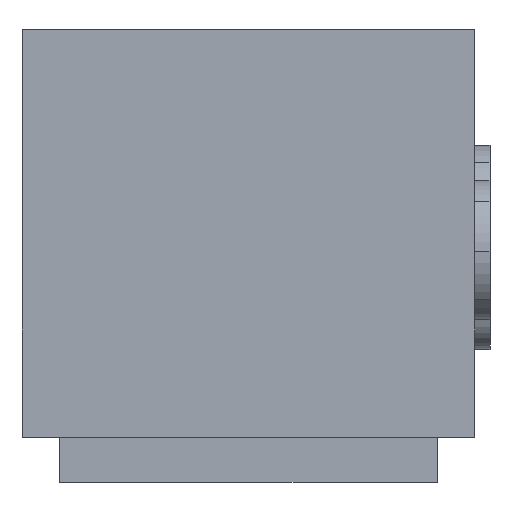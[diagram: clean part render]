
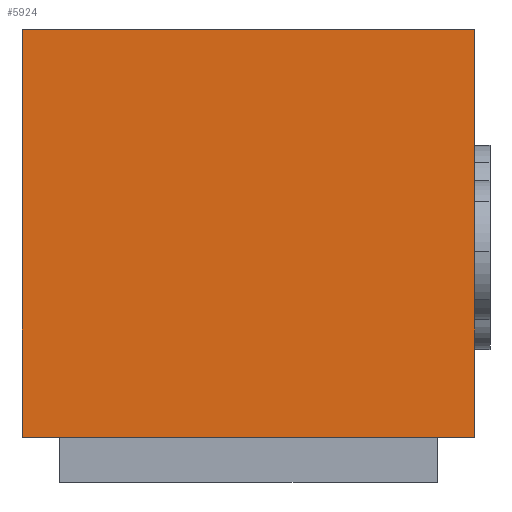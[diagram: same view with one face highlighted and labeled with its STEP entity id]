
A CAD part, left-side view. The second image highlights one B-rep face of the part: STEP entity #5924.
In plain terms, the highlighted planar face has unit normal (-1, 0, 0).
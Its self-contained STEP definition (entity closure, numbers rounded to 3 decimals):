
#114 = PLANE('',#115);
#115 = AXIS2_PLACEMENT_3D('',#116,#117,#118);
#116 = CARTESIAN_POINT('',(0.,0.005,0.3));
#117 = DIRECTION('',(0.,0.,1.));
#118 = DIRECTION('',(1.,0.,-0.));
#190 = PLANE('',#191);
#191 = AXIS2_PLACEMENT_3D('',#192,#193,#194);
#192 = CARTESIAN_POINT('',(-0.3,-0.145,
    0.3));
#193 = DIRECTION('',(0.,1.,0.));
#194 = DIRECTION('',(0.,-0.,1.));
#1883 = VERTEX_POINT('',#1884);
#1884 = CARTESIAN_POINT('',(-0.3,-0.145,
    0.03));
#1900 = PLANE('',#1901);
#1901 = AXIS2_PLACEMENT_3D('',#1902,#1903,#1904);
#1902 = CARTESIAN_POINT('',(0.,0.005,0.03));
#1903 = DIRECTION('',(0.,0.,1.));
#1904 = DIRECTION('',(1.,0.,-0.));
#1941 = VERTEX_POINT('',#1942);
#1942 = CARTESIAN_POINT('',(-0.3,-0.145,
    0.3));
#1963 = EDGE_CURVE('',#1941,#1883,#1964,.T.);
#1964 = SURFACE_CURVE('',#1965,(#1969,#1976),.PCURVE_S1.);
#1965 = LINE('',#1966,#1967);
#1966 = CARTESIAN_POINT('',(-0.3,-0.145,
    0.3));
#1967 = VECTOR('',#1968,1.);
#1968 = DIRECTION('',(-0.,-0.,-1.));
#1969 = PCURVE('',#190,#1970);
#1970 = DEFINITIONAL_REPRESENTATION('',(#1971),#1975);
#1971 = LINE('',#1972,#1973);
#1972 = CARTESIAN_POINT('',(0.,0.));
#1973 = VECTOR('',#1974,1.);
#1974 = DIRECTION('',(-1.,0.));
#1975 = ( GEOMETRIC_REPRESENTATION_CONTEXT(2) 
PARAMETRIC_REPRESENTATION_CONTEXT() REPRESENTATION_CONTEXT('2D SPACE',''
  ) );
#1976 = PCURVE('',#1977,#1982);
#1977 = PLANE('',#1978);
#1978 = AXIS2_PLACEMENT_3D('',#1979,#1980,#1981);
#1979 = CARTESIAN_POINT('',(-0.3,0.155,
    0.3));
#1980 = DIRECTION('',(1.,0.,0.));
#1981 = DIRECTION('',(0.,0.,-1.));
#1982 = DEFINITIONAL_REPRESENTATION('',(#1983),#1987);
#1983 = LINE('',#1984,#1985);
#1984 = CARTESIAN_POINT('',(0.,-0.3));
#1985 = VECTOR('',#1986,1.);
#1986 = DIRECTION('',(1.,0.));
#1987 = ( GEOMETRIC_REPRESENTATION_CONTEXT(2) 
PARAMETRIC_REPRESENTATION_CONTEXT() REPRESENTATION_CONTEXT('2D SPACE',''
  ) );
#5664 = EDGE_CURVE('',#5665,#1883,#5667,.T.);
#5665 = VERTEX_POINT('',#5666);
#5666 = CARTESIAN_POINT('',(-0.3,0.155,
    0.03));
#5667 = SURFACE_CURVE('',#5668,(#5672,#5679),.PCURVE_S1.);
#5668 = LINE('',#5669,#5670);
#5669 = CARTESIAN_POINT('',(-0.3,0.155,
    0.03));
#5670 = VECTOR('',#5671,1.);
#5671 = DIRECTION('',(0.,-1.,0.));
#5672 = PCURVE('',#1900,#5673);
#5673 = DEFINITIONAL_REPRESENTATION('',(#5674),#5678);
#5674 = LINE('',#5675,#5676);
#5675 = CARTESIAN_POINT('',(-0.3,0.15));
#5676 = VECTOR('',#5677,1.);
#5677 = DIRECTION('',(0.,-1.));
#5678 = ( GEOMETRIC_REPRESENTATION_CONTEXT(2) 
PARAMETRIC_REPRESENTATION_CONTEXT() REPRESENTATION_CONTEXT('2D SPACE',''
  ) );
#5679 = PCURVE('',#1977,#5680);
#5680 = DEFINITIONAL_REPRESENTATION('',(#5681),#5685);
#5681 = LINE('',#5682,#5683);
#5682 = CARTESIAN_POINT('',(0.27,0.));
#5683 = VECTOR('',#5684,1.);
#5684 = DIRECTION('',(0.,-1.));
#5685 = ( GEOMETRIC_REPRESENTATION_CONTEXT(2) 
PARAMETRIC_REPRESENTATION_CONTEXT() REPRESENTATION_CONTEXT('2D SPACE',''
  ) );
#5701 = PLANE('',#5702);
#5702 = AXIS2_PLACEMENT_3D('',#5703,#5704,#5705);
#5703 = CARTESIAN_POINT('',(-0.3,0.155,
    0.3));
#5704 = DIRECTION('',(0.,-1.,0.));
#5705 = DIRECTION('',(0.,0.,-1.));
#5880 = EDGE_CURVE('',#5881,#5665,#5883,.T.);
#5881 = VERTEX_POINT('',#5882);
#5882 = CARTESIAN_POINT('',(-0.3,0.155,
    0.3));
#5883 = SURFACE_CURVE('',#5884,(#5888,#5895),.PCURVE_S1.);
#5884 = LINE('',#5885,#5886);
#5885 = CARTESIAN_POINT('',(-0.3,0.155,
    0.3));
#5886 = VECTOR('',#5887,1.);
#5887 = DIRECTION('',(-0.,-0.,-1.));
#5888 = PCURVE('',#5701,#5889);
#5889 = DEFINITIONAL_REPRESENTATION('',(#5890),#5894);
#5890 = LINE('',#5891,#5892);
#5891 = CARTESIAN_POINT('',(0.,0.));
#5892 = VECTOR('',#5893,1.);
#5893 = DIRECTION('',(1.,0.));
#5894 = ( GEOMETRIC_REPRESENTATION_CONTEXT(2) 
PARAMETRIC_REPRESENTATION_CONTEXT() REPRESENTATION_CONTEXT('2D SPACE',''
  ) );
#5895 = PCURVE('',#1977,#5896);
#5896 = DEFINITIONAL_REPRESENTATION('',(#5897),#5901);
#5897 = LINE('',#5898,#5899);
#5898 = CARTESIAN_POINT('',(0.,0.));
#5899 = VECTOR('',#5900,1.);
#5900 = DIRECTION('',(1.,0.));
#5901 = ( GEOMETRIC_REPRESENTATION_CONTEXT(2) 
PARAMETRIC_REPRESENTATION_CONTEXT() REPRESENTATION_CONTEXT('2D SPACE',''
  ) );
#5924 = ADVANCED_FACE('',(#5925),#1977,.F.);
#5925 = FACE_BOUND('',#5926,.T.);
#5926 = EDGE_LOOP('',(#5927,#5928,#5929,#5950));
#5927 = ORIENTED_EDGE('',*,*,#5664,.T.);
#5928 = ORIENTED_EDGE('',*,*,#1963,.F.);
#5929 = ORIENTED_EDGE('',*,*,#5930,.F.);
#5930 = EDGE_CURVE('',#5881,#1941,#5931,.T.);
#5931 = SURFACE_CURVE('',#5932,(#5936,#5943),.PCURVE_S1.);
#5932 = LINE('',#5933,#5934);
#5933 = CARTESIAN_POINT('',(-0.3,0.155,
    0.3));
#5934 = VECTOR('',#5935,1.);
#5935 = DIRECTION('',(0.,-1.,0.));
#5936 = PCURVE('',#1977,#5937);
#5937 = DEFINITIONAL_REPRESENTATION('',(#5938),#5942);
#5938 = LINE('',#5939,#5940);
#5939 = CARTESIAN_POINT('',(0.,0.));
#5940 = VECTOR('',#5941,1.);
#5941 = DIRECTION('',(0.,-1.));
#5942 = ( GEOMETRIC_REPRESENTATION_CONTEXT(2) 
PARAMETRIC_REPRESENTATION_CONTEXT() REPRESENTATION_CONTEXT('2D SPACE',''
  ) );
#5943 = PCURVE('',#114,#5944);
#5944 = DEFINITIONAL_REPRESENTATION('',(#5945),#5949);
#5945 = LINE('',#5946,#5947);
#5946 = CARTESIAN_POINT('',(-0.3,0.15));
#5947 = VECTOR('',#5948,1.);
#5948 = DIRECTION('',(0.,-1.));
#5949 = ( GEOMETRIC_REPRESENTATION_CONTEXT(2) 
PARAMETRIC_REPRESENTATION_CONTEXT() REPRESENTATION_CONTEXT('2D SPACE',''
  ) );
#5950 = ORIENTED_EDGE('',*,*,#5880,.T.);
